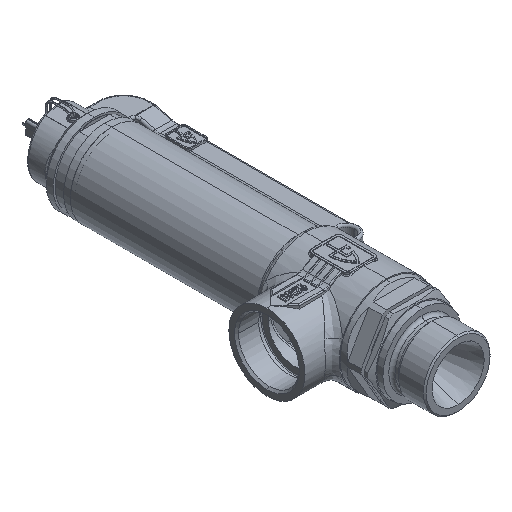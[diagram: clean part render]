
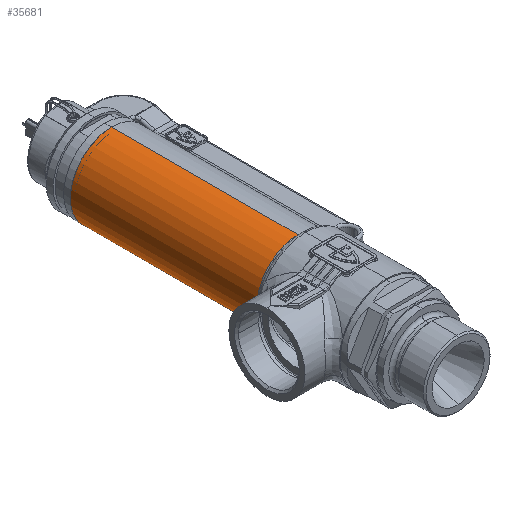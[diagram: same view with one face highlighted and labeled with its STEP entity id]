
A CAD part, isometric view. The second image highlights one B-rep face of the part: STEP entity #35681.
In plain terms, the highlighted cylindrical face has radius 20.5 mm (diameter 41 mm), a partial arc.
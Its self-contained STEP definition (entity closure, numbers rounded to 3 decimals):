
#1251 = CIRCLE ( 'NONE', #18997, 20.5 ) ;
#6039 = VECTOR ( 'NONE', #38673, 1000. ) ;
#7314 = CARTESIAN_POINT ( 'NONE',  ( 0., 79.8, 20.5 ) ) ;
#9228 = DIRECTION ( 'NONE',  ( 0., 0., -1. ) ) ;
#13746 = CARTESIAN_POINT ( 'NONE',  ( 0., 172.8, -20.5 ) ) ;
#15854 = LINE ( 'NONE', #27563, #6039 ) ;
#16476 = ORIENTED_EDGE ( 'NONE', *, *, #47582, .T. ) ;
#16528 = CARTESIAN_POINT ( 'NONE',  ( 0., 172.8, 0. ) ) ;
#17128 = VERTEX_POINT ( 'NONE', #7314 ) ;
#17650 = CARTESIAN_POINT ( 'NONE',  ( 0., 79.8, 0. ) ) ;
#18371 = CARTESIAN_POINT ( 'NONE',  ( 0., 79.8, -20.5 ) ) ;
#18997 = AXIS2_PLACEMENT_3D ( 'NONE', #17650, #43495, #21385 ) ;
#19028 = AXIS2_PLACEMENT_3D ( 'NONE', #21363, #47217, #25050 ) ;
#20399 = CARTESIAN_POINT ( 'NONE',  ( 0., 172.8, 20.5 ) ) ;
#21289 = LINE ( 'NONE', #20399, #40902 ) ;
#21363 = CARTESIAN_POINT ( 'NONE',  ( 0., 172.8, 0. ) ) ;
#21385 = DIRECTION ( 'NONE',  ( 0., 0., 1. ) ) ;
#21939 = VERTEX_POINT ( 'NONE', #18371 ) ;
#24105 = EDGE_CURVE ( 'NONE', #33873, #17128, #21289, .T. ) ;
#25050 = DIRECTION ( 'NONE',  ( 0., 0., 1. ) ) ;
#25204 = CARTESIAN_POINT ( 'NONE',  ( 0., 172.8, 20.5 ) ) ;
#25244 = FACE_OUTER_BOUND ( 'NONE', #25648, .T. ) ;
#25648 = EDGE_LOOP ( 'NONE', ( #37367, #31210, #31887, #16476 ) ) ;
#26220 = EDGE_CURVE ( 'NONE', #33806, #33873, #37492, .T. ) ;
#27563 = CARTESIAN_POINT ( 'NONE',  ( 0., 172.8, -20.5 ) ) ;
#29052 = EDGE_CURVE ( 'NONE', #33806, #21939, #15854, .T. ) ;
#30417 = CYLINDRICAL_SURFACE ( 'NONE', #35916, 20.5 ) ;
#31210 = ORIENTED_EDGE ( 'NONE', *, *, #26220, .F. ) ;
#31887 = ORIENTED_EDGE ( 'NONE', *, *, #29052, .T. ) ;
#33806 = VERTEX_POINT ( 'NONE', #13746 ) ;
#33873 = VERTEX_POINT ( 'NONE', #25204 ) ;
#35681 = ADVANCED_FACE ( 'NONE', ( #25244 ), #30417, .T. ) ;
#35916 = AXIS2_PLACEMENT_3D ( 'NONE', #16528, #42374, #9228 ) ;
#37367 = ORIENTED_EDGE ( 'NONE', *, *, #24105, .F. ) ;
#37492 = CIRCLE ( 'NONE', #19028, 20.5 ) ;
#38673 = DIRECTION ( 'NONE',  ( 0., -1., 0. ) ) ;
#40902 = VECTOR ( 'NONE', #46236, 1000. ) ;
#42374 = DIRECTION ( 'NONE',  ( 0., -1., 0. ) ) ;
#43495 = DIRECTION ( 'NONE',  ( 0., 1., 0. ) ) ;
#46236 = DIRECTION ( 'NONE',  ( 0., -1., 0. ) ) ;
#47217 = DIRECTION ( 'NONE',  ( 0., 1., 0. ) ) ;
#47582 = EDGE_CURVE ( 'NONE', #21939, #17128, #1251, .T. ) ;
